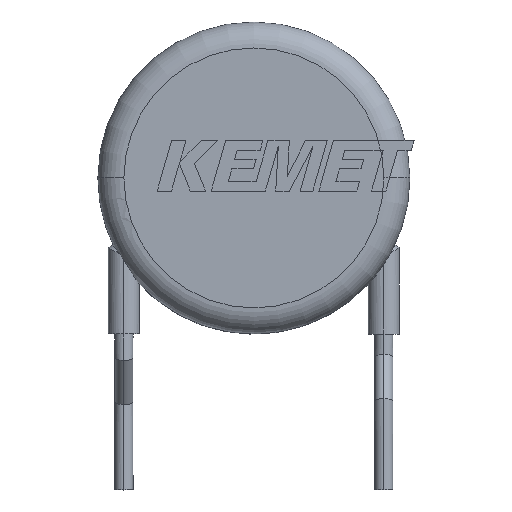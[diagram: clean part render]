
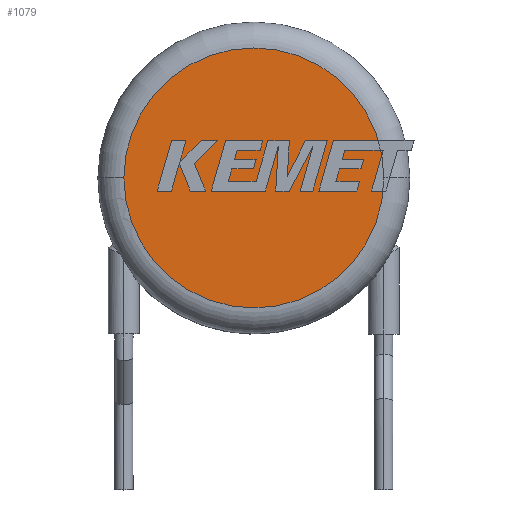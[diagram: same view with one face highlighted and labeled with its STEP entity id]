
A CAD part, top view. The second image highlights one B-rep face of the part: STEP entity #1079.
In plain terms, the highlighted planar face has unit normal (0, 0, 1).
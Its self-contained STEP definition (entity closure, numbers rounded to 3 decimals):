
#3 = AXIS2_PLACEMENT_3D ( 'NONE', #3282, #1763, #40 ) ;
#40 = DIRECTION ( 'NONE',  ( 1., 0., 0. ) ) ;
#232 = DIRECTION ( 'NONE',  ( 0., 0., 1. ) ) ;
#727 = VERTEX_POINT ( 'NONE', #1524 ) ;
#1019 = VERTEX_POINT ( 'NONE', #2700 ) ;
#1079 = ADVANCED_FACE ( 'NONE', ( #1679 ), #3496, .T. ) ;
#1133 = DIRECTION ( 'NONE',  ( 0., 0., 1. ) ) ;
#1187 = CIRCLE ( 'NONE', #3392, 5. ) ;
#1382 = DIRECTION ( 'NONE',  ( 1., 0., 0. ) ) ;
#1421 = CARTESIAN_POINT ( 'NONE',  ( 0., 0., 5. ) ) ;
#1524 = CARTESIAN_POINT ( 'NONE',  ( 5., 0., 5. ) ) ;
#1679 = FACE_OUTER_BOUND ( 'NONE', #2903, .T. ) ;
#1763 = DIRECTION ( 'NONE',  ( 0., 0., 1. ) ) ;
#1927 = ORIENTED_EDGE ( 'NONE', *, *, #3636, .T. ) ;
#1939 = CIRCLE ( 'NONE', #3514, 5. ) ;
#2700 = CARTESIAN_POINT ( 'NONE',  ( -5., 0., 5. ) ) ;
#2903 = EDGE_LOOP ( 'NONE', ( #3215, #1927 ) ) ;
#2949 = DIRECTION ( 'NONE',  ( 1., 0., 0. ) ) ;
#2958 = EDGE_CURVE ( 'NONE', #727, #1019, #1939, .T. ) ;
#3215 = ORIENTED_EDGE ( 'NONE', *, *, #2958, .T. ) ;
#3282 = CARTESIAN_POINT ( 'NONE',  ( 0., 0., 5. ) ) ;
#3392 = AXIS2_PLACEMENT_3D ( 'NONE', #1421, #1133, #2949 ) ;
#3496 = PLANE ( 'NONE',  #3 ) ;
#3514 = AXIS2_PLACEMENT_3D ( 'NONE', #3724, #232, #1382 ) ;
#3636 = EDGE_CURVE ( 'NONE', #1019, #727, #1187, .T. ) ;
#3724 = CARTESIAN_POINT ( 'NONE',  ( 0., 0., 5. ) ) ;
